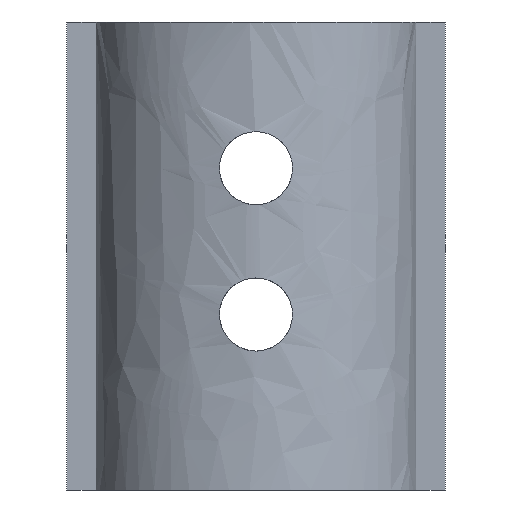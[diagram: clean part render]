
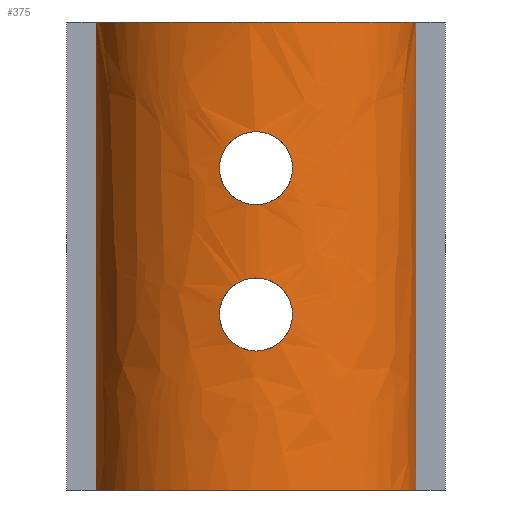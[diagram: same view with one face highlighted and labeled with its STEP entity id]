
A CAD part, left-side view. The second image highlights one B-rep face of the part: STEP entity #375.
In plain terms, the highlighted free-form (B-spline) face has degree [3, 1] with [7, 2] control points.
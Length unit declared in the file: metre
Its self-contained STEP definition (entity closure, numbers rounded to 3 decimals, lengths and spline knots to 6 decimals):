
#41=LINE('',#586,#73);
#42=LINE('',#590,#74);
#73=VECTOR('',#448,1.);
#74=VECTOR('',#451,1.);
#105=ELLIPSE('',#411,0.011,0.009);
#106=ELLIPSE('',#412,0.011,0.009);
#109=ORIENTED_EDGE('',*,*,#205,.T.);
#110=ORIENTED_EDGE('',*,*,#206,.T.);
#111=ORIENTED_EDGE('',*,*,#207,.T.);
#112=ORIENTED_EDGE('',*,*,#208,.F.);
#113=ORIENTED_EDGE('',*,*,#209,.F.);
#114=ORIENTED_EDGE('',*,*,#210,.T.);
#205=EDGE_CURVE('',#253,#253,#289,.T.);
#206=EDGE_CURVE('',#254,#254,#290,.T.);
#207=EDGE_CURVE('',#255,#256,#105,.T.);
#208=EDGE_CURVE('',#257,#256,#41,.T.);
#209=EDGE_CURVE('',#258,#257,#106,.T.);
#210=EDGE_CURVE('',#258,#255,#42,.T.);
#253=VERTEX_POINT('',#570);
#254=VERTEX_POINT('',#582);
#255=VERTEX_POINT('',#584);
#256=VERTEX_POINT('',#585);
#257=VERTEX_POINT('',#587);
#258=VERTEX_POINT('',#589);
#289=B_SPLINE_CURVE_WITH_KNOTS('',3,(#559,#560,#561,#562,#563,#564,#565,
#566,#567,#568,#569),.UNSPECIFIED.,.T.,.F.,(1,1,1,1,1,1,1,1,1,1,1,1,1,1,
1),(-0.005874,-0.003916,-0.001958,0.,
0.001958,0.003916,0.005874,0.007832,
0.00979,0.011749,0.013707,0.015665,
0.017623,0.019581,0.021539),.UNSPECIFIED.);
#290=B_SPLINE_CURVE_WITH_KNOTS('',3,(#571,#572,#573,#574,#575,#576,#577,
#578,#579,#580,#581),.UNSPECIFIED.,.T.,.F.,(1,1,1,1,1,1,1,1,1,1,1,1,1,1,
1),(-0.005874,-0.003916,-0.001958,0.,
0.001958,0.003916,0.005874,0.007832,
0.00979,0.011749,0.013707,0.015665,
0.017623,0.019581,0.021539),.UNSPECIFIED.);
#293=EDGE_LOOP('',(#109));
#294=EDGE_LOOP('',(#110));
#295=EDGE_LOOP('',(#111,#112,#113,#114));
#333=FACE_BOUND('',#293,.T.);
#334=FACE_BOUND('',#294,.T.);
#335=FACE_BOUND('',#295,.T.);
#373=B_SPLINE_SURFACE_WITH_KNOTS('',3,1,((#545,#546),(#547,#548),(#549,
#550),(#551,#552),(#553,#554),(#555,#556),(#557,#558)),
 .SURF_OF_LINEAR_EXTRUSION.,.F.,.F.,.F.,(4,1,1,1,4),(2,2),(3.252934,
3.982661,4.712389,5.442117,6.171844),(0.,
1.),.UNSPECIFIED.);
#375=ADVANCED_FACE('',(#333,#334,#335),#373,.F.);
#411=AXIS2_PLACEMENT_3D('',#583,#446,#447);
#412=AXIS2_PLACEMENT_3D('',#588,#449,#450);
#446=DIRECTION('',(0.,0.,1.));
#447=DIRECTION('',(0.,-1.,0.));
#448=DIRECTION('',(0.,0.,-1.));
#449=DIRECTION('',(0.,0.,1.));
#450=DIRECTION('',(0.,-1.,0.));
#451=DIRECTION('',(0.,0.,-1.));
#545=CARTESIAN_POINT('',(-0.001,0.010932,0.03));
#546=CARTESIAN_POINT('',(-0.001,0.010932,-0.002));
#547=CARTESIAN_POINT('',(-0.003176,0.010635,0.03));
#548=CARTESIAN_POINT('',(-0.003176,0.010635,-0.002));
#549=CARTESIAN_POINT('',(-0.007329,0.008014,0.03));
#550=CARTESIAN_POINT('',(-0.007329,0.008014,-0.002));
#551=CARTESIAN_POINT('',(-0.009836,0.,0.03));
#552=CARTESIAN_POINT('',(-0.009836,0.,-0.002));
#553=CARTESIAN_POINT('',(-0.007329,-0.008014,0.03));
#554=CARTESIAN_POINT('',(-0.007329,-0.008014,-0.002));
#555=CARTESIAN_POINT('',(-0.003176,-0.010635,0.03));
#556=CARTESIAN_POINT('',(-0.003176,-0.010635,-0.002));
#557=CARTESIAN_POINT('',(-0.001,-0.010932,0.03));
#558=CARTESIAN_POINT('',(-0.001,-0.010932,-0.002));
#559=CARTESIAN_POINT('',(-0.008884,-0.001961,0.018043));
#560=CARTESIAN_POINT('',(-0.009058,0.,0.017229));
#561=CARTESIAN_POINT('',(-0.008884,0.001959,0.018042));
#562=CARTESIAN_POINT('',(-0.008705,0.00277,0.019997));
#563=CARTESIAN_POINT('',(-0.008884,0.00196,0.021959));
#564=CARTESIAN_POINT('',(-0.009058,0.000001,0.02277));
#565=CARTESIAN_POINT('',(-0.008884,-0.001957,0.021961));
#566=CARTESIAN_POINT('',(-0.008705,-0.00277,0.020002));
#567=CARTESIAN_POINT('',(-0.008884,-0.001961,0.018043));
#568=CARTESIAN_POINT('',(-0.009058,0.,0.017229));
#569=CARTESIAN_POINT('',(-0.008884,0.001959,0.018042));
#570=CARTESIAN_POINT('',(-0.009,0.,0.0175));
#571=CARTESIAN_POINT('',(-0.008884,-0.001961,0.008043));
#572=CARTESIAN_POINT('',(-0.009058,0.,0.007229));
#573=CARTESIAN_POINT('',(-0.008884,0.001959,0.008042));
#574=CARTESIAN_POINT('',(-0.008705,0.00277,0.009997));
#575=CARTESIAN_POINT('',(-0.008884,0.00196,0.011959));
#576=CARTESIAN_POINT('',(-0.009058,0.000001,0.01277));
#577=CARTESIAN_POINT('',(-0.008884,-0.001957,0.011961));
#578=CARTESIAN_POINT('',(-0.008705,-0.00277,0.010002));
#579=CARTESIAN_POINT('',(-0.008884,-0.001961,0.008043));
#580=CARTESIAN_POINT('',(-0.009058,0.,0.007229));
#581=CARTESIAN_POINT('',(-0.008884,0.001959,0.008042));
#582=CARTESIAN_POINT('',(-0.009,0.,0.0075));
#583=CARTESIAN_POINT('',(0.,0.,-0.002));
#584=CARTESIAN_POINT('',(-0.001,0.010932,-0.002));
#585=CARTESIAN_POINT('',(-0.001,-0.010932,-0.002));
#586=CARTESIAN_POINT('',(-0.001,-0.010932,0.030002));
#587=CARTESIAN_POINT('',(-0.001,-0.010932,0.03));
#588=CARTESIAN_POINT('',(0.,0.,0.03));
#589=CARTESIAN_POINT('',(-0.001,0.010932,0.03));
#590=CARTESIAN_POINT('',(-0.001,0.010932,0.030002));
